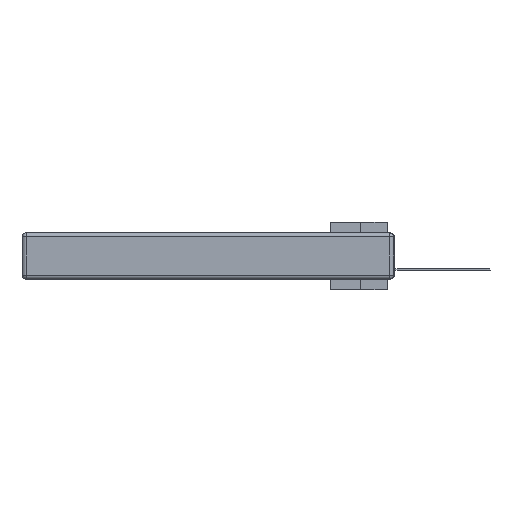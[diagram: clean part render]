
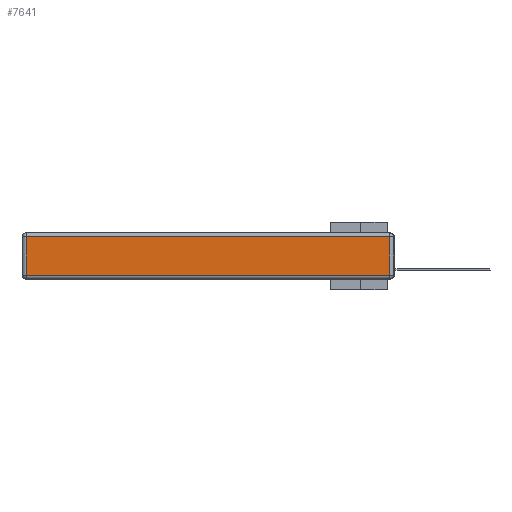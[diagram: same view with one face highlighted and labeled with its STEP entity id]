
A CAD part, left-side view. The second image highlights one B-rep face of the part: STEP entity #7641.
In plain terms, the highlighted planar face has unit normal (-1, 0, 0).
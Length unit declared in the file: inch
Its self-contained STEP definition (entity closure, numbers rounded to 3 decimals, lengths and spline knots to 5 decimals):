
#742 = ORIENTED_EDGE ( 'NONE', *, *, #21321, .T. ) ;
#2100 = AXIS2_PLACEMENT_3D ( 'NONE', #18578, #29302, #13562 ) ;
#4041 = VERTEX_POINT ( 'NONE', #4359 ) ;
#4359 = CARTESIAN_POINT ( 'NONE',  ( 0., 0.03, -0.313 ) ) ;
#4469 = CARTESIAN_POINT ( 'NONE',  ( 0., 2.72, -0.03 ) ) ;
#5682 = CARTESIAN_POINT ( 'NONE',  ( 0., 2.72, -0.343 ) ) ;
#6996 = FACE_OUTER_BOUND ( 'NONE', #12268, .T. ) ;
#7641 = ADVANCED_FACE ( 'NONE', ( #6996 ), #26441, .T. ) ;
#8750 = ORIENTED_EDGE ( 'NONE', *, *, #13623, .T. ) ;
#8905 = CARTESIAN_POINT ( 'NONE',  ( 0., 0.03, -0.343 ) ) ;
#9025 = DIRECTION ( 'NONE',  ( 0., 0., 1. ) ) ;
#9832 = VECTOR ( 'NONE', #27516, 39.37008 ) ;
#11531 = EDGE_CURVE ( 'NONE', #11865, #27705, #13976, .T. ) ;
#11829 = LINE ( 'NONE', #12140, #9832 ) ;
#11865 = VERTEX_POINT ( 'NONE', #4469 ) ;
#12140 = CARTESIAN_POINT ( 'NONE',  ( 0., 2.75, -0.03 ) ) ;
#12268 = EDGE_LOOP ( 'NONE', ( #14881, #8750, #742, #29619 ) ) ;
#13562 = DIRECTION ( 'NONE',  ( 0., 0., 1. ) ) ;
#13623 = EDGE_CURVE ( 'NONE', #4041, #30764, #17317, .T. ) ;
#13976 = LINE ( 'NONE', #5682, #29789 ) ;
#14881 = ORIENTED_EDGE ( 'NONE', *, *, #18980, .T. ) ;
#16123 = LINE ( 'NONE', #27568, #31461 ) ;
#17317 = LINE ( 'NONE', #8905, #23705 ) ;
#18578 = CARTESIAN_POINT ( 'NONE',  ( 0., 0., -0.343 ) ) ;
#18980 = EDGE_CURVE ( 'NONE', #27705, #4041, #16123, .T. ) ;
#21321 = EDGE_CURVE ( 'NONE', #30764, #11865, #11829, .T. ) ;
#23705 = VECTOR ( 'NONE', #9025, 39.37008 ) ;
#26441 = PLANE ( 'NONE',  #2100 ) ;
#26724 = CARTESIAN_POINT ( 'NONE',  ( 0., 2.72, -0.313 ) ) ;
#27516 = DIRECTION ( 'NONE',  ( 0., 1., 0. ) ) ;
#27568 = CARTESIAN_POINT ( 'NONE',  ( 0., 0., -0.313 ) ) ;
#27700 = DIRECTION ( 'NONE',  ( 0., -1., 0. ) ) ;
#27705 = VERTEX_POINT ( 'NONE', #26724 ) ;
#28801 = DIRECTION ( 'NONE',  ( 0., 0., -1. ) ) ;
#29302 = DIRECTION ( 'NONE',  ( -1., 0., 0. ) ) ;
#29516 = CARTESIAN_POINT ( 'NONE',  ( 0., 0.03, -0.03 ) ) ;
#29619 = ORIENTED_EDGE ( 'NONE', *, *, #11531, .T. ) ;
#29789 = VECTOR ( 'NONE', #28801, 39.37008 ) ;
#30764 = VERTEX_POINT ( 'NONE', #29516 ) ;
#31461 = VECTOR ( 'NONE', #27700, 39.37008 ) ;
